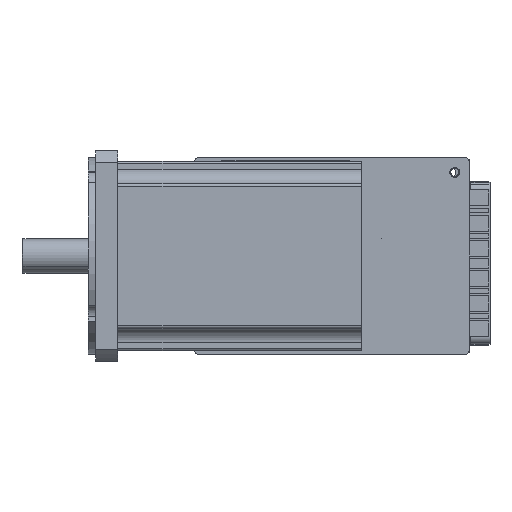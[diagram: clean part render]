
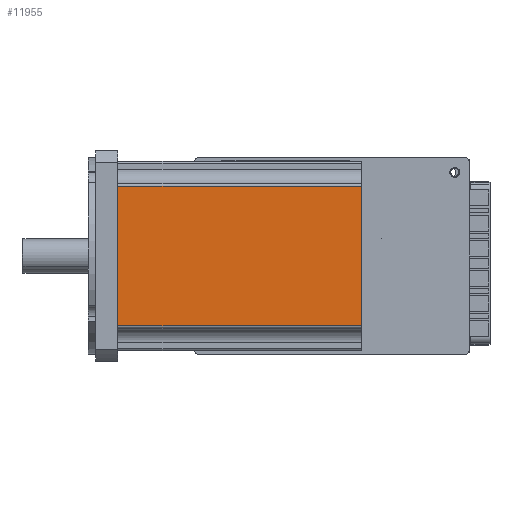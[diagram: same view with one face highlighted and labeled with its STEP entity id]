
A CAD part, front view. The second image highlights one B-rep face of the part: STEP entity #11955.
In plain terms, the highlighted planar face has unit normal (0, -1, 0).
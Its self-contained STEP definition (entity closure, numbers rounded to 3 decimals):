
#11955=ADVANCED_FACE('NONE',(#23064),#23065,.T.);
#23064=FACE_OUTER_BOUND('',#79173,.T.);
#23065=PLANE('',#79174);
#79173=EDGE_LOOP('',(#105141,#105142,#105143,#105144));
#79174=AXIS2_PLACEMENT_3D('',#105145,#105146,#105147);
#105141=ORIENTED_EDGE('',*,*,#106201,.T.);
#105142=ORIENTED_EDGE('',*,*,#111646,.T.);
#105143=ORIENTED_EDGE('',*,*,#115546,.T.);
#105144=ORIENTED_EDGE('',*,*,#112727,.T.);
#105145=CARTESIAN_POINT('',(29.681,-117.28,-48.995));
#105146=DIRECTION('',(0.,-1.0,0.));
#105147=DIRECTION('',(1.0,0.0,0.));
#106201=EDGE_CURVE('NONE',#116877,#116875,#116878,.T.);
#111646=EDGE_CURVE('NONE',#116875,#125519,#125521,.T.);
#112727=EDGE_CURVE('NONE',#126990,#116877,#126991,.T.);
#115546=EDGE_CURVE('NONE',#125519,#126990,#130239,.T.);
#116875=VERTEX_POINT('NONE',#132459);
#116877=VERTEX_POINT('NONE',#132461);
#116878=LINE('',#132462,#132463);
#125519=VERTEX_POINT('NONE',#146709);
#125521=LINE('',#146711,#146712);
#126990=VERTEX_POINT('NONE',#149023);
#126991=LINE('',#149024,#149025);
#130239=LINE('',#154162,#154163);
#132459=CARTESIAN_POINT('',(28.681,-117.28,-47.995));
#132461=CARTESIAN_POINT('',(-70.319,-117.28,-47.995));
#132462=CARTESIAN_POINT('',(29.681,-117.28,-47.995));
#132463=VECTOR('',#155134,1000.0);
#146709=CARTESIAN_POINT('',(28.681,-117.28,8.716));
#146711=CARTESIAN_POINT('',(28.681,-117.28,-48.995));
#146712=VECTOR('',#162451,1000.0);
#149023=CARTESIAN_POINT('',(-70.319,-117.28,8.716));
#149024=CARTESIAN_POINT('',(-70.319,-117.28,-48.995));
#149025=VECTOR('',#163734,1000.0);
#154162=CARTESIAN_POINT('',(29.681,-117.28,8.716));
#154163=VECTOR('',#166202,1000.0);
#155134=DIRECTION('',(1.0,0.0,0.));
#162451=DIRECTION('',(0.,0.,1.0));
#163734=DIRECTION('',(0.,0.,-1.0));
#166202=DIRECTION('',(-1.0,0.0,0.));
